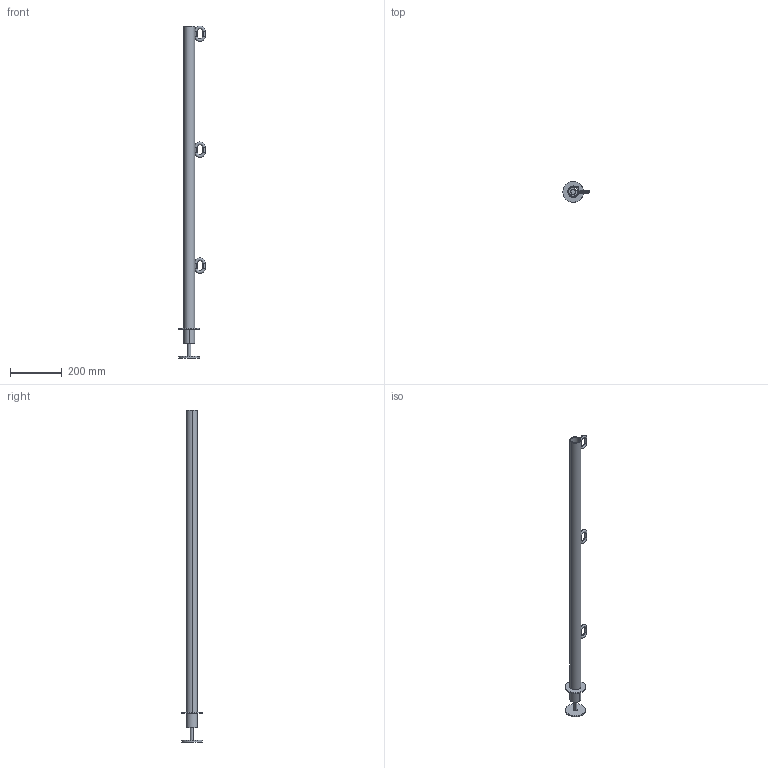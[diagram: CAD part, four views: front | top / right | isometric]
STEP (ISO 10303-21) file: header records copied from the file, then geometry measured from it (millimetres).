
FILE_DESCRIPTION(('STEP AP214'),'1');
FILE_NAME('nderpfosten Standard.STP','2021-09-14T12:17:38',(' '),(' '),'Spatial InterOp 3D',' ',' ');
FILE_SCHEMA(('AUTOMOTIVE_DESIGN { 1 0 10303 214 1 1 1 1 }'));
Length unit declared in the file: millimetre
Products named in the file (1): Sonderscheibe 80/13/4
Bounding box: 101.2 x 80 x 1282.93 mm (x, y, z)
Volume: 575984.3 mm3; surface area: 343081.7 mm2
Topology: 8 solids, 8 shells, 91 faces, 226 edges, 146 vertices
Faces by surface type: cylinder 40, plane 27, torus 14, cone 10
Entity records: 2926 total; most frequent: DIRECTION 552, CARTESIAN_POINT 519, ORIENTED_EDGE 452, AXIS2_PLACEMENT_3D 239, EDGE_CURVE 226, VERTEX_POINT 146, CIRCLE 140, EDGE_LOOP 104
